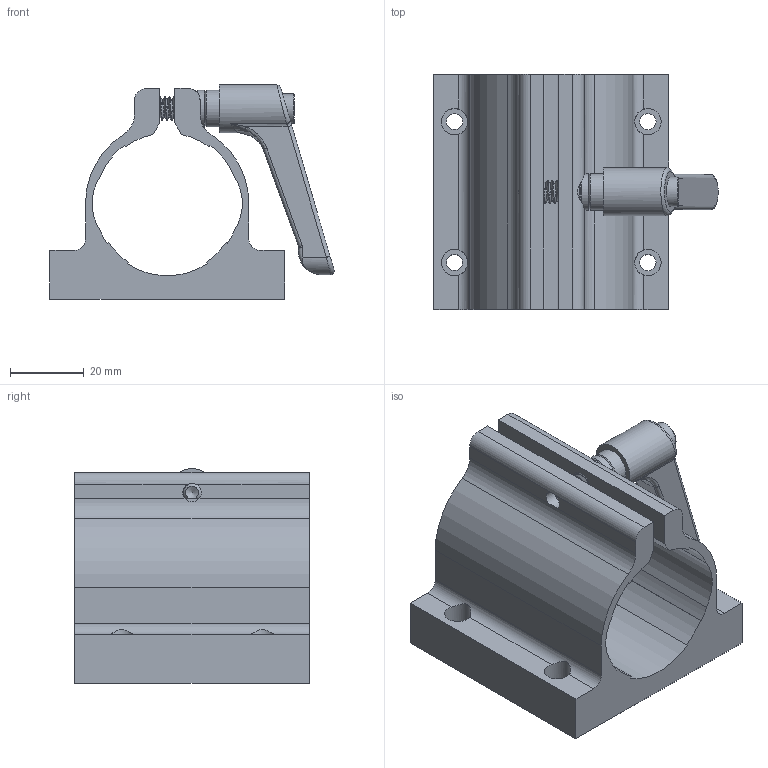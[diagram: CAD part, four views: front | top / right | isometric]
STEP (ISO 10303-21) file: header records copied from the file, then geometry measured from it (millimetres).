
FILE_DESCRIPTION(/* description */ (''),/* implementation_level */ '2;1');
FILE_NAME(/* name */ 'Post - Clamp (C1511-M).step',/* time_stamp */ '2024-06-17T21:34:02-04:00',/* author */ (''),/* organization */ (''),/* preprocessor_version */ 'ST-DEVELOPER v20',/* originating_system */ 'Autodesk Translation Framework v12.20.1.177',/* authorisation */ '');
FILE_SCHEMA (('AUTOMOTIVE_DESIGN { 1 0 10303 214 3 1 1 }'));
Length unit declared in the file: inch
Products named in the file (1): Post - Clamp (C1511/M)
Bounding box: 76.91 x 63.5 x 58.04 mm (x, y, z)
Volume: 73824.1 mm3; surface area: 29440.3 mm2
Topology: 3 solids, 3 shells, 152 faces, 402 edges, 260 vertices
Faces by surface type: cylinder 72, plane 51, bspline 14, cone 10, torus 5
Full cylindrical faces by diameter (mm): 1.6 x1, 3.81 x2, 4.369 x4, 4.7 x9, 5 x1, 6.35 x8, 7.137 x5, 8.001 x1, 9.906 x3, 10.312 x1, 12.954 x1
Entity records: 9493 total; most frequent: CARTESIAN_POINT 5645, ORIENTED_EDGE 796, DIRECTION 713, EDGE_CURVE 398, AXIS2_PLACEMENT_3D 269, VERTEX_POINT 260, LINE 175, VECTOR 175
